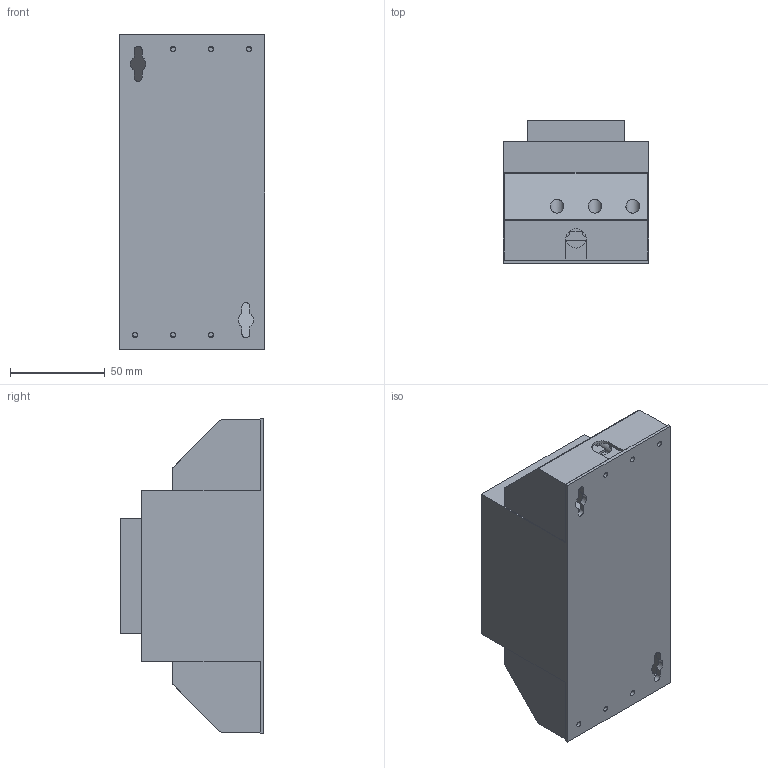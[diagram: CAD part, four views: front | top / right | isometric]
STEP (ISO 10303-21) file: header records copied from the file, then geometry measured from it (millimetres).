
FILE_DESCRIPTION (( 'STEP AP214' ), '1' );
FILE_NAME ('926666.STEP', '2025-11-14T06:48:37', ( '' ), ( '' ), 'SwSTEP 2.0', 'SolidWorks 2022', '' );
FILE_SCHEMA (( 'AUTOMOTIVE_DESIGN' ));
Length unit declared in the file: millimetre
Products named in the file (1): 926666
Bounding box: 77 x 75.7 x 166 mm (x, y, z)
Volume: 556204.5 mm3; surface area: 103769.7 mm2
Topology: 12 solids, 12 shells, 897 faces, 2380 edges, 1538 vertices
Faces by surface type: plane 591, cylinder 222, cone 48, torus 36
Entity records: 34662 total; most frequent: CARTESIAN_POINT 6016, ORIENTED_EDGE 4736, DIRECTION 4472, EDGE_CURVE 2368, AXIS2_PLACEMENT_3D 1586, VERTEX_POINT 1538, LINE 1300, VECTOR 1300
